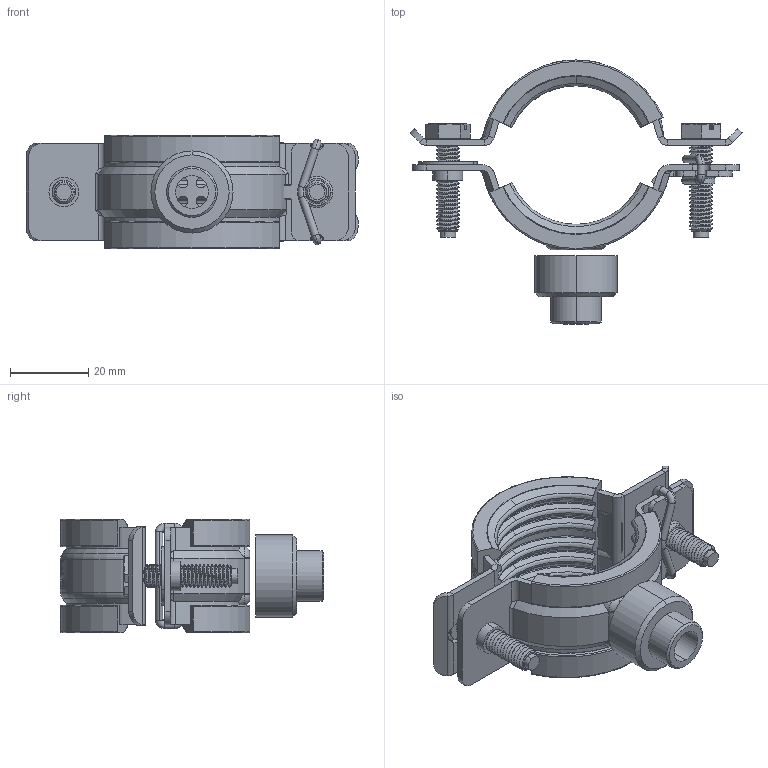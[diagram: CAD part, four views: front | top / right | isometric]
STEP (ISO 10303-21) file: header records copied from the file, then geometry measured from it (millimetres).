
FILE_DESCRIPTION (( 'STEP AP203' ), '1' );
FILE_NAME ('51.503RK.STEP', '2024-03-25T07:33:39', ( '' ), ( '' ), 'SwSTEP 2.0', 'SolidWorks 2023', '' );
FILE_SCHEMA (( 'CONFIG_CONTROL_DESIGN' ));
Length unit declared in the file: millimetre
Products named in the file (1): 51.503RK
Bounding box: 85.01 x 67.59 x 29 mm (x, y, z)
Surface area: 23142.2 mm2 (no closed solid volume)
Topology: 0 solids, 11 shells, 687 faces, 2430 edges, 1701 vertices
Faces by surface type: cylinder 230, plane 191, bspline 110, torus 84, cone 70, sphere 2
Entity records: 36650 total; most frequent: CARTESIAN_POINT 17812, ORIENTED_EDGE 4172, DIRECTION 3364, EDGE_CURVE 2428, VERTEX_POINT 1701, AXIS2_PLACEMENT_3D 1306, VECTOR 752, LINE 752
